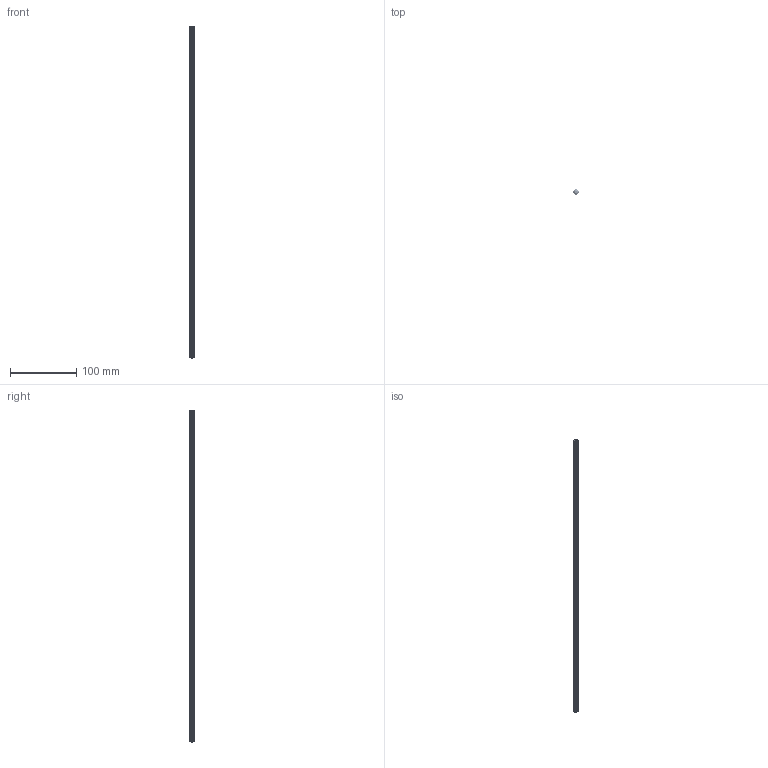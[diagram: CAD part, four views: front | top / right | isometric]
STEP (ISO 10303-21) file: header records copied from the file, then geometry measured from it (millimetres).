
FILE_DESCRIPTION(/* description */ (''),/* implementation_level */ '2;1');
FILE_NAME(/* name */ '8mm x 500mm lead screw.stp',/* time_stamp */ '2016-04-20T00:21:20-07:00',/* author */ ('Ben'),/* organization */ (''),/* preprocessor_version */ 'ST-DEVELOPER v15.2',/* originating_system */ 'Autodesk Inventor 2014',/* authorisation */ '');
FILE_SCHEMA (('AUTOMOTIVE_DESIGN { 1 0 10303 214 3 1 1 }'));
Length unit declared in the file: millimetre
Products named in the file (1): 8mm x 500mm lead screw
Bounding box: 8.01 x 8.01 x 500 mm (x, y, z)
Volume: 20504.8 mm3; surface area: 18782.6 mm2
Topology: 1 solids, 1 shells, 21 faces, 57 edges, 38 vertices
Faces by surface type: cylinder 8, bspline 8, cone 3, plane 2
Entity records: 22680 total; most frequent: CARTESIAN_POINT 22217, ORIENTED_EDGE 100, DIRECTION 62, EDGE_CURVE 50, VERTEX_POINT 34, B_SPLINE_CURVE_WITH_KNOTS 32, AXIS2_PLACEMENT_3D 31, EDGE_LOOP 22
